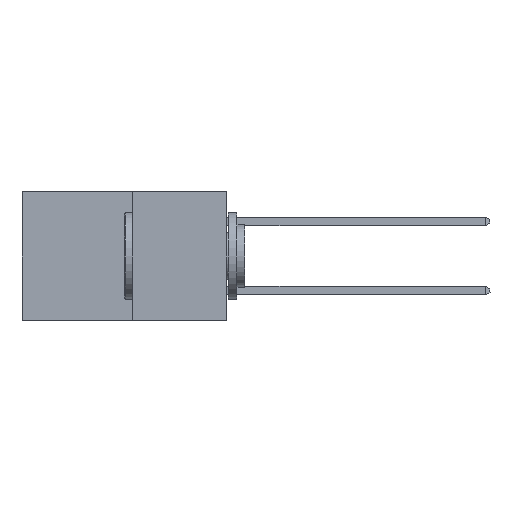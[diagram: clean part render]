
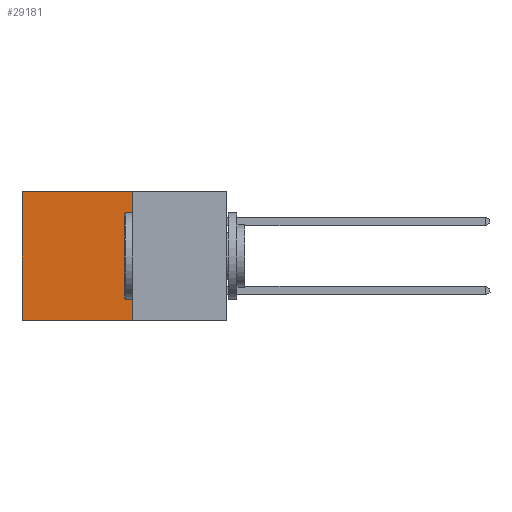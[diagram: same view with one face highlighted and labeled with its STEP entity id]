
A CAD part, left-side view. The second image highlights one B-rep face of the part: STEP entity #29181.
In plain terms, the highlighted planar face has unit normal (-1, 0, 0).
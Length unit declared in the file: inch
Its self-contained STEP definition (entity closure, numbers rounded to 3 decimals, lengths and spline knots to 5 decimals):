
#108 = VECTOR ( 'NONE', #24074, 39.37008 ) ;
#475 = LINE ( 'NONE', #29809, #28949 ) ;
#2187 = VERTEX_POINT ( 'NONE', #24973 ) ;
#4152 = FACE_OUTER_BOUND ( 'NONE', #31150, .T. ) ;
#4940 = DIRECTION ( 'NONE',  ( 0., 1., 0. ) ) ;
#5481 = EDGE_CURVE ( 'NONE', #21609, #25884, #23100, .T. ) ;
#6583 = VERTEX_POINT ( 'NONE', #35290 ) ;
#6700 = LINE ( 'NONE', #21335, #108 ) ;
#7497 = DIRECTION ( 'NONE',  ( 1., 0., 0. ) ) ;
#7755 = CARTESIAN_POINT ( 'NONE',  ( 0.277, 0.27, -0.37 ) ) ;
#8946 = CARTESIAN_POINT ( 'NONE',  ( 0.277, 0.59, -0.37 ) ) ;
#9241 = EDGE_CURVE ( 'NONE', #2187, #25884, #12432, .T. ) ;
#9629 = DIRECTION ( 'NONE',  ( 0., 0., -1. ) ) ;
#12432 = LINE ( 'NONE', #7755, #26148 ) ;
#15754 = CARTESIAN_POINT ( 'NONE',  ( 0.277, 0.59, -0.37 ) ) ;
#18479 = CARTESIAN_POINT ( 'NONE',  ( 0.277, 0.27, -0.37 ) ) ;
#20381 = ORIENTED_EDGE ( 'NONE', *, *, #9241, .F. ) ;
#21262 = PLANE ( 'NONE',  #27374 ) ;
#21335 = CARTESIAN_POINT ( 'NONE',  ( 0.277, 0.27, -0.37 ) ) ;
#21609 = VERTEX_POINT ( 'NONE', #27154 ) ;
#21902 = ORIENTED_EDGE ( 'NONE', *, *, #34665, .T. ) ;
#23100 = LINE ( 'NONE', #8946, #28605 ) ;
#23860 = ORIENTED_EDGE ( 'NONE', *, *, #25281, .F. ) ;
#24074 = DIRECTION ( 'NONE',  ( 0., 0., -1. ) ) ;
#24973 = CARTESIAN_POINT ( 'NONE',  ( 0.277, 0.27, -0.37 ) ) ;
#25281 = EDGE_CURVE ( 'NONE', #6583, #2187, #6700, .T. ) ;
#25884 = VERTEX_POINT ( 'NONE', #15754 ) ;
#26148 = VECTOR ( 'NONE', #4940, 39.37008 ) ;
#26708 = DIRECTION ( 'NONE',  ( 0., 0., -1. ) ) ;
#27154 = CARTESIAN_POINT ( 'NONE',  ( 0.277, 0.59, 0. ) ) ;
#27374 = AXIS2_PLACEMENT_3D ( 'NONE', #18479, #7497, #26708 ) ;
#27805 = ORIENTED_EDGE ( 'NONE', *, *, #5481, .T. ) ;
#28605 = VECTOR ( 'NONE', #9629, 39.37008 ) ;
#28949 = VECTOR ( 'NONE', #29918, 39.37008 ) ;
#29181 = ADVANCED_FACE ( 'NONE', ( #4152 ), #21262, .F. ) ;
#29809 = CARTESIAN_POINT ( 'NONE',  ( 0.277, 0.27, 0. ) ) ;
#29918 = DIRECTION ( 'NONE',  ( 0., 1., 0. ) ) ;
#31150 = EDGE_LOOP ( 'NONE', ( #27805, #20381, #23860, #21902 ) ) ;
#34665 = EDGE_CURVE ( 'NONE', #6583, #21609, #475, .T. ) ;
#35290 = CARTESIAN_POINT ( 'NONE',  ( 0.277, 0.27, 0. ) ) ;
